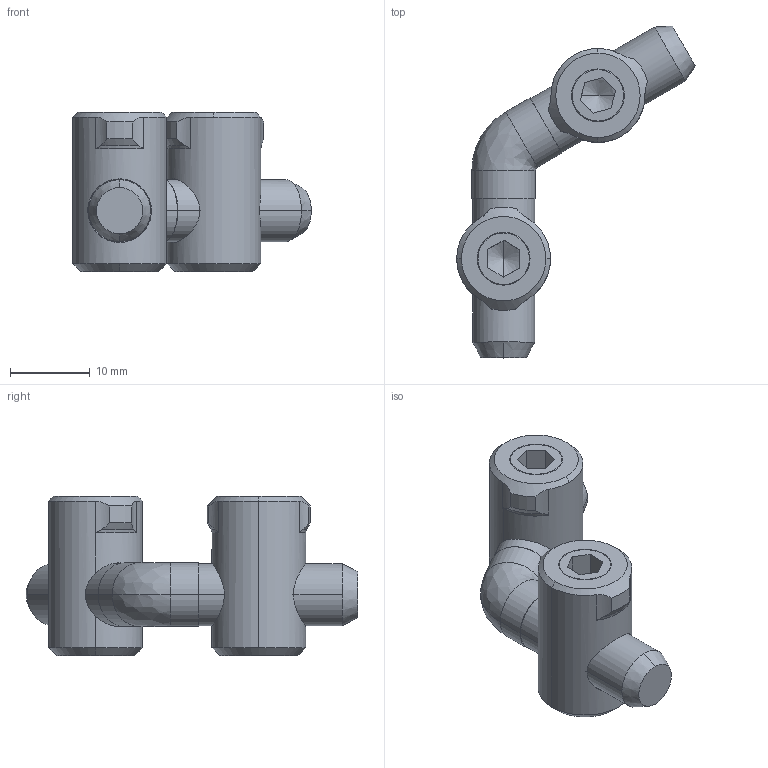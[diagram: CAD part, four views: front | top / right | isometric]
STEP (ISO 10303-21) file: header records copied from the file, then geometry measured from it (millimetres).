
FILE_DESCRIPTION (( 'STEP AP203' ), '1' );
FILE_NAME ('SV1640V.STEP', '2025-04-14T15:48:42', ( '' ), ( '' ), 'SwSTEP 2.0', 'SolidWorks 2025', '' );
FILE_SCHEMA (( 'CONFIG_CONTROL_DESIGN' ));
Length unit declared in the file: millimetre
Products named in the file (1): SV1640V
Bounding box: 29.99 x 41.72 x 20 mm (x, y, z)
Volume: 5818.8 mm3; surface area: 4556.8 mm2
Topology: 5 solids, 5 shells, 98 faces, 250 edges, 158 vertices
Faces by surface type: cylinder 36, cone 32, plane 24, bspline 6
Entity records: 3685 total; most frequent: CARTESIAN_POINT 1329, ORIENTED_EDGE 484, DIRECTION 456, EDGE_CURVE 242, AXIS2_PLACEMENT_3D 181, VERTEX_POINT 158, EDGE_LOOP 110, FACE_OUTER_BOUND 98
